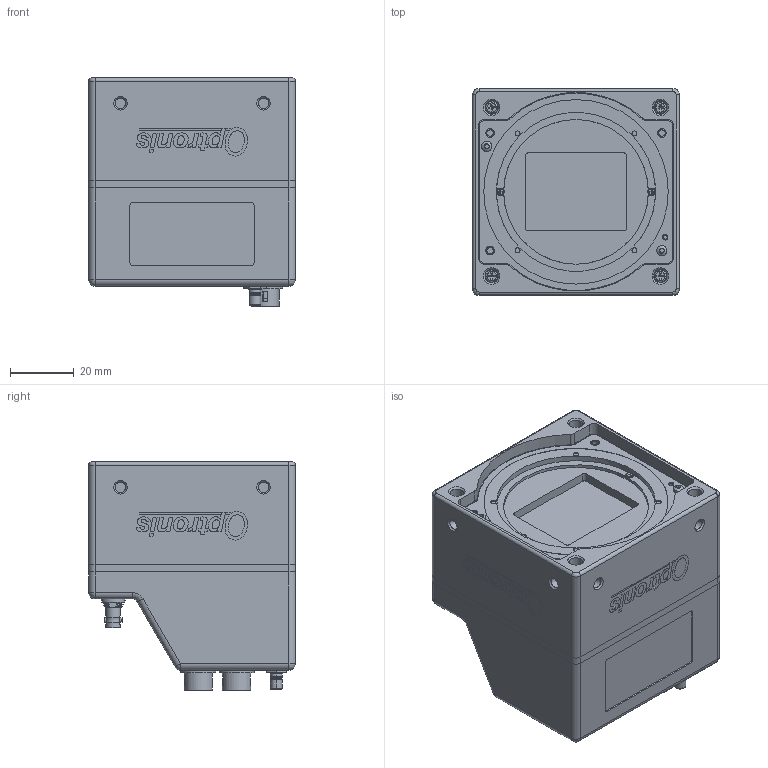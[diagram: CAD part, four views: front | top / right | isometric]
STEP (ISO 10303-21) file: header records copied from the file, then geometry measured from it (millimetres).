
FILE_DESCRIPTION(/* description */ (''),/* implementation_level */ '2;1');
FILE_NAME(/* name */ '1200-MG-47_CyclonePlus-9.stp',/* time_stamp */ '2025-11-04T10:40:28+01:00',/* author */ ('aba'),/* organization */ (''),/* preprocessor_version */ 'ST-DEVELOPER v20.1',/* originating_system */ 'Autodesk Inventor 2026',/* authorisation */ '');
FILE_SCHEMA (('AUTOMOTIVE_DESIGN { 1 0 10303 214 3 1 1 }'));
Products named in the file (1): 1200-MG-47_CycloneX_short
Bounding box: 65 x 65 x 71.8 mm (x, y, z)
Volume: 71233.2 mm3; surface area: 64300.3 mm2
Topology: 8 solids, 103 shells, 3121 faces, 8504 edges, 5720 vertices
Faces by surface type: plane 1553, cylinder 986, bspline 388, cone 138, torus 50, sphere 6
Full cylindrical faces by diameter (mm): 0.01 x1, 0.1 x1, 0.45 x4, 0.46 x4, 0.5 x10, 0.51 x4, 0.8 x18, 1 x3, 1.1 x10, 1.221 x1, 1.25 x4, 1.4 x8, 1.567 x8, 1.6 x4, 1.7 x2, 2 x6, 2.013 x4, 2.2 x8, 2.5 x8, 2.7 x12, 3 x4, 3.05 x4, 3.2 x2, 3.242 x8, 3.59 x4, 3.8 x4, 3.962 x1, 4.2 x4, 4.5 x4, 4.55 x8
Entity records: 134235 total; most frequent: CARTESIAN_POINT 53158, ORIENTED_EDGE 16597, DIRECTION 14975, EDGE_CURVE 8489, VERTEX_POINT 5723, AXIS2_PLACEMENT_3D 5042, LINE 4891, VECTOR 4891
